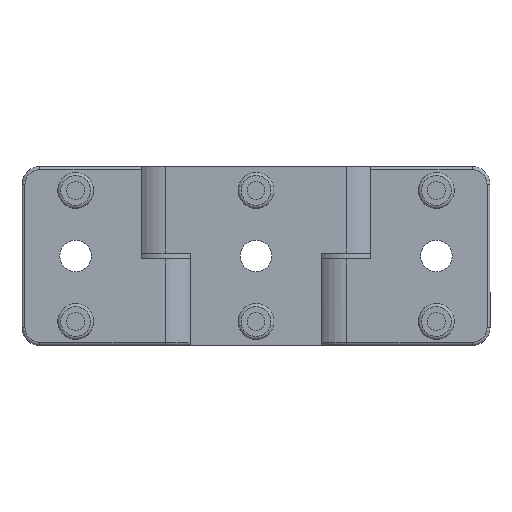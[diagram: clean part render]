
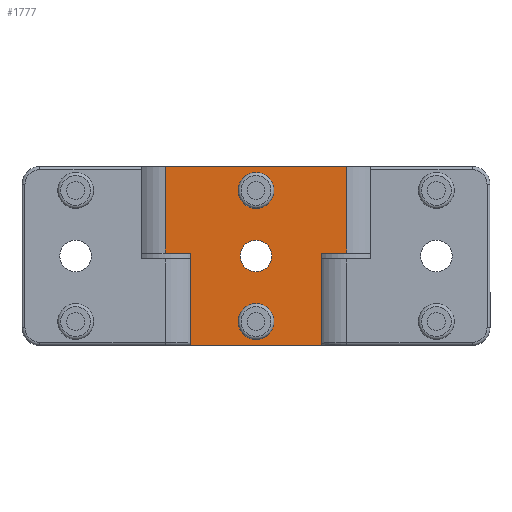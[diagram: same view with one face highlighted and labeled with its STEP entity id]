
A CAD part, front view. The second image highlights one B-rep face of the part: STEP entity #1777.
In plain terms, the highlighted planar face has unit normal (0, -1, 0).
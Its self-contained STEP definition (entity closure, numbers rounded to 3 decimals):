
#94=FACE_BOUND('',#611,.T.);
#95=FACE_BOUND('',#612,.T.);
#96=FACE_BOUND('',#613,.T.);
#130=PLANE('',#2126);
#217=LINE('',#3302,#318);
#218=LINE('',#3304,#319);
#219=LINE('',#3306,#320);
#220=LINE('',#3308,#321);
#221=LINE('',#3310,#322);
#222=LINE('',#3312,#323);
#223=LINE('',#3314,#324);
#224=LINE('',#3315,#325);
#318=VECTOR('',#2673,10.);
#319=VECTOR('',#2674,10.);
#320=VECTOR('',#2675,10.);
#321=VECTOR('',#2676,10.);
#322=VECTOR('',#2677,10.);
#323=VECTOR('',#2678,10.);
#324=VECTOR('',#2679,10.);
#325=VECTOR('',#2680,10.);
#481=FACE_OUTER_BOUND('',#610,.T.);
#610=EDGE_LOOP('',(#1576,#1577,#1578,#1579,#1580,#1581,#1582,#1583));
#611=EDGE_LOOP('',(#1584));
#612=EDGE_LOOP('',(#1585));
#613=EDGE_LOOP('',(#1586));
#743=CIRCLE('',#2109,3.);
#750=CIRCLE('',#2119,3.);
#754=CIRCLE('',#2127,2.65);
#893=VERTEX_POINT('',#3268);
#899=VERTEX_POINT('',#3285);
#903=VERTEX_POINT('',#3300);
#904=VERTEX_POINT('',#3301);
#905=VERTEX_POINT('',#3303);
#906=VERTEX_POINT('',#3305);
#907=VERTEX_POINT('',#3307);
#908=VERTEX_POINT('',#3309);
#909=VERTEX_POINT('',#3311);
#910=VERTEX_POINT('',#3313);
#911=VERTEX_POINT('',#3316);
#1121=EDGE_CURVE('',#893,#893,#743,.T.);
#1129=EDGE_CURVE('',#899,#899,#750,.T.);
#1135=EDGE_CURVE('',#903,#904,#217,.T.);
#1136=EDGE_CURVE('',#905,#904,#218,.T.);
#1137=EDGE_CURVE('',#905,#906,#219,.T.);
#1138=EDGE_CURVE('',#906,#907,#220,.T.);
#1139=EDGE_CURVE('',#907,#908,#221,.T.);
#1140=EDGE_CURVE('',#908,#909,#222,.T.);
#1141=EDGE_CURVE('',#909,#910,#223,.T.);
#1142=EDGE_CURVE('',#910,#903,#224,.T.);
#1143=EDGE_CURVE('',#911,#911,#754,.T.);
#1576=ORIENTED_EDGE('',*,*,#1135,.T.);
#1577=ORIENTED_EDGE('',*,*,#1136,.F.);
#1578=ORIENTED_EDGE('',*,*,#1137,.T.);
#1579=ORIENTED_EDGE('',*,*,#1138,.T.);
#1580=ORIENTED_EDGE('',*,*,#1139,.T.);
#1581=ORIENTED_EDGE('',*,*,#1140,.T.);
#1582=ORIENTED_EDGE('',*,*,#1141,.T.);
#1583=ORIENTED_EDGE('',*,*,#1142,.T.);
#1584=ORIENTED_EDGE('',*,*,#1129,.T.);
#1585=ORIENTED_EDGE('',*,*,#1121,.T.);
#1586=ORIENTED_EDGE('',*,*,#1143,.T.);
#1777=ADVANCED_FACE('',(#481,#94,#95,#96),#130,.T.);
#2109=AXIS2_PLACEMENT_3D('',#3270,#2634,#2635);
#2119=AXIS2_PLACEMENT_3D('',#3287,#2655,#2656);
#2126=AXIS2_PLACEMENT_3D('',#3299,#2671,#2672);
#2127=AXIS2_PLACEMENT_3D('',#3317,#2681,#2682);
#2634=DIRECTION('center_axis',(0.,1.,0.));
#2635=DIRECTION('ref_axis',(-1.,0.,0.));
#2655=DIRECTION('center_axis',(0.,1.,0.));
#2656=DIRECTION('ref_axis',(-1.,0.,0.));
#2671=DIRECTION('center_axis',(0.,-1.,0.));
#2672=DIRECTION('ref_axis',(0.,0.,-1.));
#2673=DIRECTION('',(-1.,0.,0.));
#2674=DIRECTION('',(0.,0.,1.));
#2675=DIRECTION('',(1.,0.,0.));
#2676=DIRECTION('',(0.,0.,1.));
#2677=DIRECTION('',(-1.,0.,0.));
#2678=DIRECTION('',(0.,0.,1.));
#2679=DIRECTION('',(-1.,0.,0.));
#2680=DIRECTION('',(0.,0.,-1.));
#2681=DIRECTION('center_axis',(0.,1.,0.));
#2682=DIRECTION('ref_axis',(1.,0.,0.));
#3268=CARTESIAN_POINT('',(18.25,-10.113,4.));
#3270=CARTESIAN_POINT('Origin',(15.25,-10.113,4.));
#3285=CARTESIAN_POINT('',(18.25,-10.113,26.));
#3287=CARTESIAN_POINT('Origin',(15.25,-10.113,26.));
#3299=CARTESIAN_POINT('Origin',(30.5,-10.113,0.));
#3300=CARTESIAN_POINT('',(4.25,-10.113,14.5));
#3301=CARTESIAN_POINT('',(0.,-10.113,14.5));
#3302=CARTESIAN_POINT('',(17.04,-10.113,14.5));
#3303=CARTESIAN_POINT('',(0.,-10.113,0.));
#3304=CARTESIAN_POINT('',(0.,-10.113,0.));
#3305=CARTESIAN_POINT('',(30.5,-10.113,0.));
#3306=CARTESIAN_POINT('',(0.,-10.113,0.));
#3307=CARTESIAN_POINT('',(30.5,-10.113,14.5));
#3308=CARTESIAN_POINT('',(30.5,-10.113,0.));
#3309=CARTESIAN_POINT('',(26.25,-10.113,14.5));
#3310=CARTESIAN_POINT('',(28.71,-10.113,14.5));
#3311=CARTESIAN_POINT('',(26.25,-10.113,30.));
#3312=CARTESIAN_POINT('',(26.25,-10.113,15.));
#3313=CARTESIAN_POINT('',(4.25,-10.113,30.));
#3314=CARTESIAN_POINT('',(0.,-10.113,30.));
#3315=CARTESIAN_POINT('',(4.25,-10.113,15.));
#3316=CARTESIAN_POINT('',(12.6,-10.113,15.));
#3317=CARTESIAN_POINT('Origin',(15.25,-10.113,15.));
